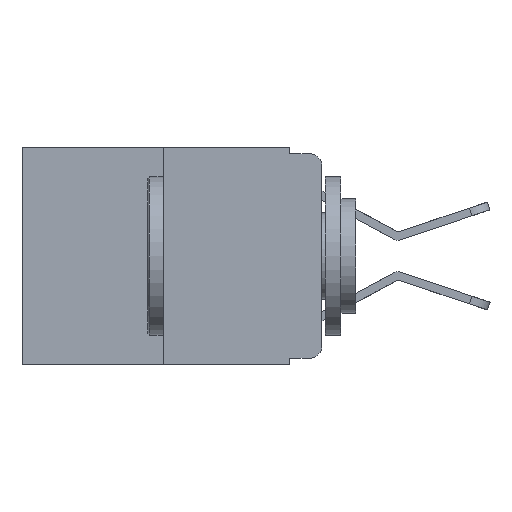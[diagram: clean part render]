
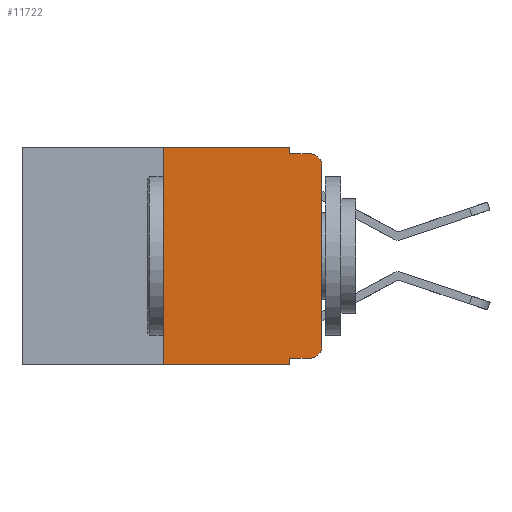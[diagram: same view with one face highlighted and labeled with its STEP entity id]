
A CAD part, left-side view. The second image highlights one B-rep face of the part: STEP entity #11722.
In plain terms, the highlighted planar face has unit normal (-1, 0, 0).
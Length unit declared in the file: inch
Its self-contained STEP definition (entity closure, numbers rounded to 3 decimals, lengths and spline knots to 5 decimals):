
#9 = CARTESIAN_POINT ( 'NONE',  ( 0., 0.051, -0.01 ) ) ;
#47 = DIRECTION ( 'NONE',  ( 0., -1., 0. ) ) ;
#214 = CARTESIAN_POINT ( 'NONE',  ( 0., 0.02, -0.01 ) ) ;
#523 = ORIENTED_EDGE ( 'NONE', *, *, #19022, .F. ) ;
#635 = ORIENTED_EDGE ( 'NONE', *, *, #14728, .T. ) ;
#693 = VECTOR ( 'NONE', #47, 39.37008 ) ;
#1352 = ORIENTED_EDGE ( 'NONE', *, *, #7204, .T. ) ;
#2083 = DIRECTION ( 'NONE',  ( 1., 0., 0. ) ) ;
#2347 = ORIENTED_EDGE ( 'NONE', *, *, #16678, .T. ) ;
#2818 = VERTEX_POINT ( 'NONE', #10358 ) ;
#2906 = VERTEX_POINT ( 'NONE', #18376 ) ;
#3333 = LINE ( 'NONE', #3576, #10587 ) ;
#3576 = CARTESIAN_POINT ( 'NONE',  ( 0., 0.473, 0. ) ) ;
#3752 = VERTEX_POINT ( 'NONE', #214 ) ;
#3756 = DIRECTION ( 'NONE',  ( 0., 0., -1. ) ) ;
#4510 = VERTEX_POINT ( 'NONE', #6740 ) ;
#4548 = DIRECTION ( 'NONE',  ( 0., -1., 0. ) ) ;
#4744 = DIRECTION ( 'NONE',  ( 0., 0., 1. ) ) ;
#4840 = CARTESIAN_POINT ( 'NONE',  ( 0., 0.02, -0.03 ) ) ;
#4975 = DIRECTION ( 'NONE',  ( -1., 0., 0. ) ) ;
#5562 = FACE_OUTER_BOUND ( 'NONE', #12755, .T. ) ;
#6545 = LINE ( 'NONE', #12188, #20866 ) ;
#6662 = DIRECTION ( 'NONE',  ( 0., -1., 0. ) ) ;
#6740 = CARTESIAN_POINT ( 'NONE',  ( 0., 0.25, 0. ) ) ;
#7204 = EDGE_CURVE ( 'NONE', #2818, #17781, #13637, .T. ) ;
#8030 = VERTEX_POINT ( 'NONE', #9 ) ;
#8120 = CIRCLE ( 'NONE', #13494, 0.02 ) ;
#8148 = LINE ( 'NONE', #15442, #12181 ) ;
#8555 = DIRECTION ( 'NONE',  ( 0., 0., -1. ) ) ;
#9273 = ORIENTED_EDGE ( 'NONE', *, *, #10476, .F. ) ;
#9426 = VECTOR ( 'NONE', #6662, 39.37008 ) ;
#9739 = PLANE ( 'NONE',  #16007 ) ;
#9854 = VERTEX_POINT ( 'NONE', #17772 ) ;
#10176 = DIRECTION ( 'NONE',  ( 0., 0., -1. ) ) ;
#10358 = CARTESIAN_POINT ( 'NONE',  ( 0., 0.25, -0.343 ) ) ;
#10476 = EDGE_CURVE ( 'NONE', #8030, #3752, #22174, .T. ) ;
#10587 = VECTOR ( 'NONE', #17697, 39.37008 ) ;
#10820 = CARTESIAN_POINT ( 'NONE',  ( 0., 0.051, 0. ) ) ;
#10857 = ORIENTED_EDGE ( 'NONE', *, *, #19763, .F. ) ;
#11129 = EDGE_CURVE ( 'NONE', #12367, #2906, #8148, .T. ) ;
#11646 = CARTESIAN_POINT ( 'NONE',  ( 0., 0.02, -0.313 ) ) ;
#11722 = ADVANCED_FACE ( 'NONE', ( #5562 ), #9739, .F. ) ;
#12002 = DIRECTION ( 'NONE',  ( -1., 0., 0. ) ) ;
#12181 = VECTOR ( 'NONE', #4548, 39.37008 ) ;
#12188 = CARTESIAN_POINT ( 'NONE',  ( 0., 0.25, 0. ) ) ;
#12367 = VERTEX_POINT ( 'NONE', #12805 ) ;
#12755 = EDGE_LOOP ( 'NONE', ( #15206, #635, #9273, #16737, #10857, #523, #1352, #15309, #15014, #2347 ) ) ;
#12805 = CARTESIAN_POINT ( 'NONE',  ( 0., 0.051, -0.333 ) ) ;
#13147 = VECTOR ( 'NONE', #23252, 39.37008 ) ;
#13494 = AXIS2_PLACEMENT_3D ( 'NONE', #4840, #4975, #8555 ) ;
#13529 = CARTESIAN_POINT ( 'NONE',  ( 0., 0., -0.313 ) ) ;
#13637 = LINE ( 'NONE', #17664, #9426 ) ;
#13843 = VERTEX_POINT ( 'NONE', #14599 ) ;
#14239 = CIRCLE ( 'NONE', #22249, 0.02 ) ;
#14599 = CARTESIAN_POINT ( 'NONE',  ( 0., 0.051, 0. ) ) ;
#14728 = EDGE_CURVE ( 'NONE', #9854, #3752, #8120, .T. ) ;
#15014 = ORIENTED_EDGE ( 'NONE', *, *, #11129, .T. ) ;
#15206 = ORIENTED_EDGE ( 'NONE', *, *, #23412, .T. ) ;
#15248 = CARTESIAN_POINT ( 'NONE',  ( 0., 0.473, 0. ) ) ;
#15309 = ORIENTED_EDGE ( 'NONE', *, *, #17620, .F. ) ;
#15442 = CARTESIAN_POINT ( 'NONE',  ( 0., 0.051, -0.333 ) ) ;
#15998 = LINE ( 'NONE', #20070, #18239 ) ;
#16007 = AXIS2_PLACEMENT_3D ( 'NONE', #15248, #2083, #3756 ) ;
#16678 = EDGE_CURVE ( 'NONE', #2906, #18784, #14239, .T. ) ;
#16737 = ORIENTED_EDGE ( 'NONE', *, *, #20346, .F. ) ;
#17620 = EDGE_CURVE ( 'NONE', #12367, #17781, #23492, .T. ) ;
#17664 = CARTESIAN_POINT ( 'NONE',  ( 0., 0.473, -0.343 ) ) ;
#17697 = DIRECTION ( 'NONE',  ( 0., -1., 0. ) ) ;
#17772 = CARTESIAN_POINT ( 'NONE',  ( 0., 0., -0.03 ) ) ;
#17781 = VERTEX_POINT ( 'NONE', #22401 ) ;
#18239 = VECTOR ( 'NONE', #18510, 39.37008 ) ;
#18376 = CARTESIAN_POINT ( 'NONE',  ( 0., 0.02, -0.333 ) ) ;
#18510 = DIRECTION ( 'NONE',  ( 0., 0., -1. ) ) ;
#18588 = CARTESIAN_POINT ( 'NONE',  ( 0., 0.051, -0.01 ) ) ;
#18784 = VERTEX_POINT ( 'NONE', #13529 ) ;
#18792 = CARTESIAN_POINT ( 'NONE',  ( 0., 0., 0. ) ) ;
#19022 = EDGE_CURVE ( 'NONE', #2818, #4510, #6545, .T. ) ;
#19763 = EDGE_CURVE ( 'NONE', #4510, #13843, #3333, .T. ) ;
#20070 = CARTESIAN_POINT ( 'NONE',  ( 0., 0.051, 0. ) ) ;
#20346 = EDGE_CURVE ( 'NONE', #13843, #8030, #15998, .T. ) ;
#20704 = DIRECTION ( 'NONE',  ( 0., 0., 1. ) ) ;
#20866 = VECTOR ( 'NONE', #4744, 39.37008 ) ;
#20984 = VECTOR ( 'NONE', #20704, 39.37008 ) ;
#22174 = LINE ( 'NONE', #18588, #693 ) ;
#22249 = AXIS2_PLACEMENT_3D ( 'NONE', #11646, #12002, #10176 ) ;
#22362 = LINE ( 'NONE', #18792, #20984 ) ;
#22401 = CARTESIAN_POINT ( 'NONE',  ( 0., 0.051, -0.343 ) ) ;
#23252 = DIRECTION ( 'NONE',  ( 0., 0., -1. ) ) ;
#23412 = EDGE_CURVE ( 'NONE', #18784, #9854, #22362, .T. ) ;
#23492 = LINE ( 'NONE', #10820, #13147 ) ;
